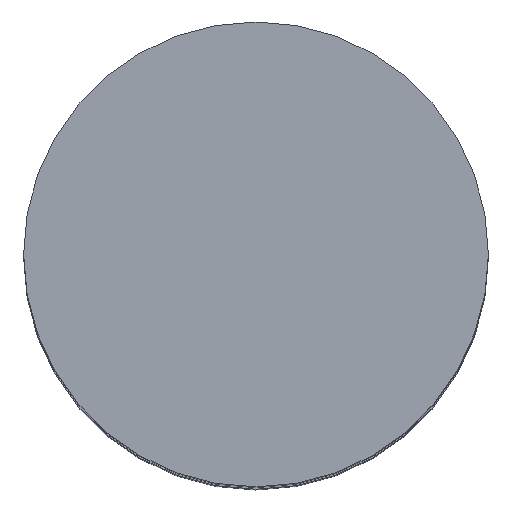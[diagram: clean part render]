
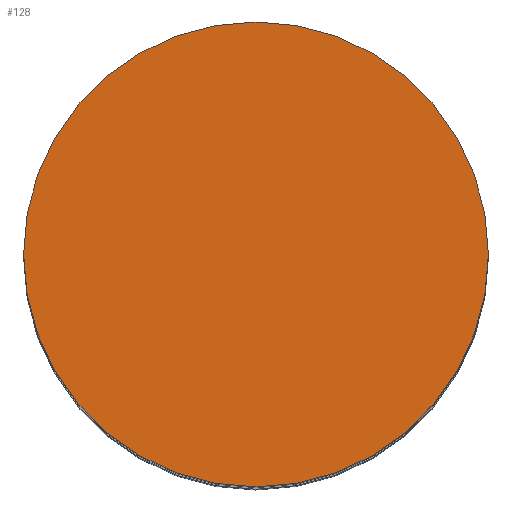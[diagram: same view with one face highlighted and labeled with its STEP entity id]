
A CAD part, top view. The second image highlights one B-rep face of the part: STEP entity #128.
In plain terms, the highlighted planar face has unit normal (0, 0, 1).
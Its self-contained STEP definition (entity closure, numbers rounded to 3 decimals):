
#7 = ORIENTED_EDGE ( 'NONE', *, *, #332, .T. ) ;
#10 = CIRCLE ( 'NONE', #183, 2.6 ) ;
#37 = DIRECTION ( 'NONE',  ( 1., 0., 0. ) ) ;
#50 = CARTESIAN_POINT ( 'NONE',  ( -2.6, 0., 0. ) ) ;
#52 = PLANE ( 'NONE',  #354 ) ;
#93 = VERTEX_POINT ( 'NONE', #50 ) ;
#114 = VERTEX_POINT ( 'NONE', #237 ) ;
#128 = ADVANCED_FACE ( 'NONE', ( #151 ), #52, .T. ) ;
#147 = CARTESIAN_POINT ( 'NONE',  ( 0., 0., 0. ) ) ;
#148 = EDGE_CURVE ( 'NONE', #114, #93, #10, .T. ) ;
#151 = FACE_OUTER_BOUND ( 'NONE', #222, .T. ) ;
#158 = AXIS2_PLACEMENT_3D ( 'NONE', #147, #347, #37 ) ;
#183 = AXIS2_PLACEMENT_3D ( 'NONE', #304, #356, #189 ) ;
#189 = DIRECTION ( 'NONE',  ( 1., 0., 0. ) ) ;
#190 = CIRCLE ( 'NONE', #158, 2.6 ) ;
#213 = DIRECTION ( 'NONE',  ( 1., 0., 0. ) ) ;
#215 = ORIENTED_EDGE ( 'NONE', *, *, #148, .T. ) ;
#222 = EDGE_LOOP ( 'NONE', ( #215, #7 ) ) ;
#237 = CARTESIAN_POINT ( 'NONE',  ( 2.6, 0., 0. ) ) ;
#238 = CARTESIAN_POINT ( 'NONE',  ( 0., 0., 0. ) ) ;
#262 = DIRECTION ( 'NONE',  ( 0., 0., 1. ) ) ;
#304 = CARTESIAN_POINT ( 'NONE',  ( 0., 0., 0. ) ) ;
#332 = EDGE_CURVE ( 'NONE', #93, #114, #190, .T. ) ;
#347 = DIRECTION ( 'NONE',  ( 0., 0., 1. ) ) ;
#354 = AXIS2_PLACEMENT_3D ( 'NONE', #238, #262, #213 ) ;
#356 = DIRECTION ( 'NONE',  ( 0., 0., 1. ) ) ;
